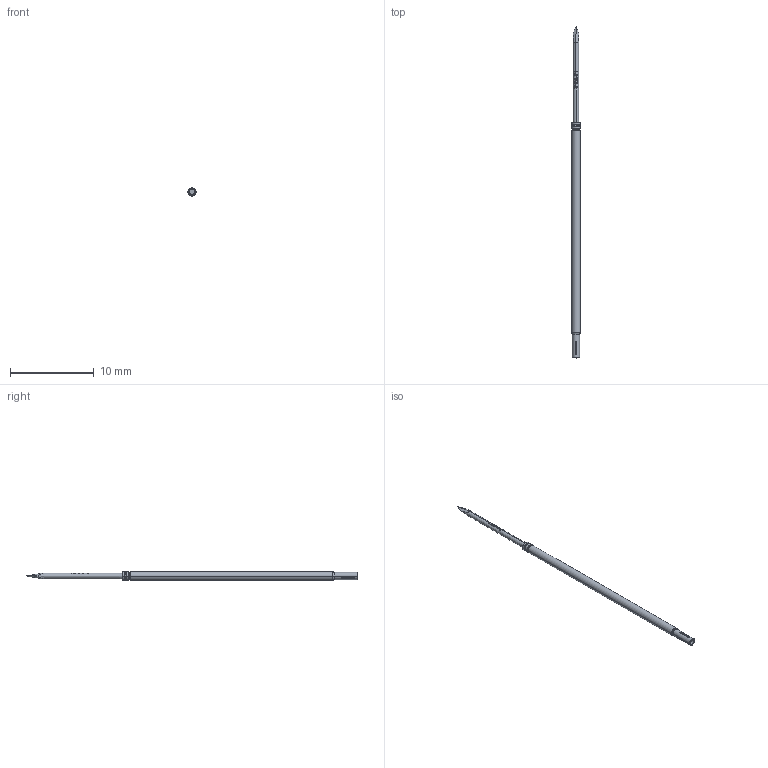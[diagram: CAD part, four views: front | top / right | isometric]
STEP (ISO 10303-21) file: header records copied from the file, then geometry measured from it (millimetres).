
FILE_DESCRIPTION (( 'STEP AP203' ), '1' );
FILE_NAME ('INGUN_S-050_291_064_A_xx00_L.STEP', '2022-01-27T14:59:22', ( 'ochi' ), ( '' ), 'SwSTEP 2.0', 'SolidWorks 2018', '' );
FILE_SCHEMA (( 'CONFIG_CONTROL_DESIGN' ));
Length unit declared in the file: millimetre
Products named in the file (1): INGUN_S-050_291_064_A_xx00_L
Bounding box: 1.01 x 39.62 x 1.01 mm (x, y, z)
Volume: 24.4 mm3; surface area: 117.2 mm2
Topology: 1 solids, 1 shells, 138 faces, 356 edges, 227 vertices
Faces by surface type: bspline 61, cone 27, cylinder 25, plane 13, torus 12
Entity records: 6083 total; most frequent: CARTESIAN_POINT 3247, ORIENTED_EDGE 708, EDGE_CURVE 354, DIRECTION 354, VERTEX_POINT 227, B_SPLINE_CURVE_WITH_KNOTS 216, EDGE_LOOP 147, AXIS2_PLACEMENT_3D 146
